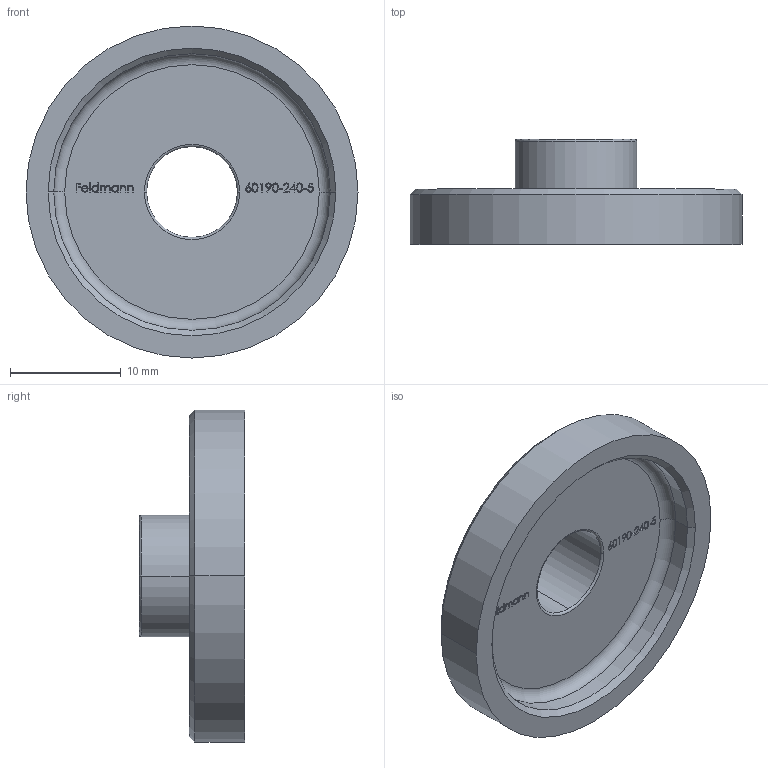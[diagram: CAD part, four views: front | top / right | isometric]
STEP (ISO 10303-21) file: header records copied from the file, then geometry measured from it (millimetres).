
FILE_DESCRIPTION (( 'STEP AP203' ), '1' );
FILE_NAME ('60190-240-5.step', '2020-10-26T15:01:51', ( '' ), ( '' ), 'SwSTEP 2.0', 'SolidWorks 2018', '' );
FILE_SCHEMA (( 'CONFIG_CONTROL_DESIGN' ));
Length unit declared in the file: millimetre
Products named in the file (2): 60190-240-5
Bounding box: 30 x 9.5 x 30 mm (x, y, z)
Volume: 2136.9 mm3; surface area: 2246.9 mm2
Topology: 1 solids, 1 shells, 258 faces, 668 edges, 442 vertices
Faces by surface type: plane 131, bspline 107, cylinder 8, torus 6, cone 6
Entity records: 14181 total; most frequent: CARTESIAN_POINT 8413, ORIENTED_EDGE 1336, DIRECTION 796, EDGE_CURVE 668, VERTEX_POINT 442, VECTOR 418, LINE 418, EDGE_LOOP 290
